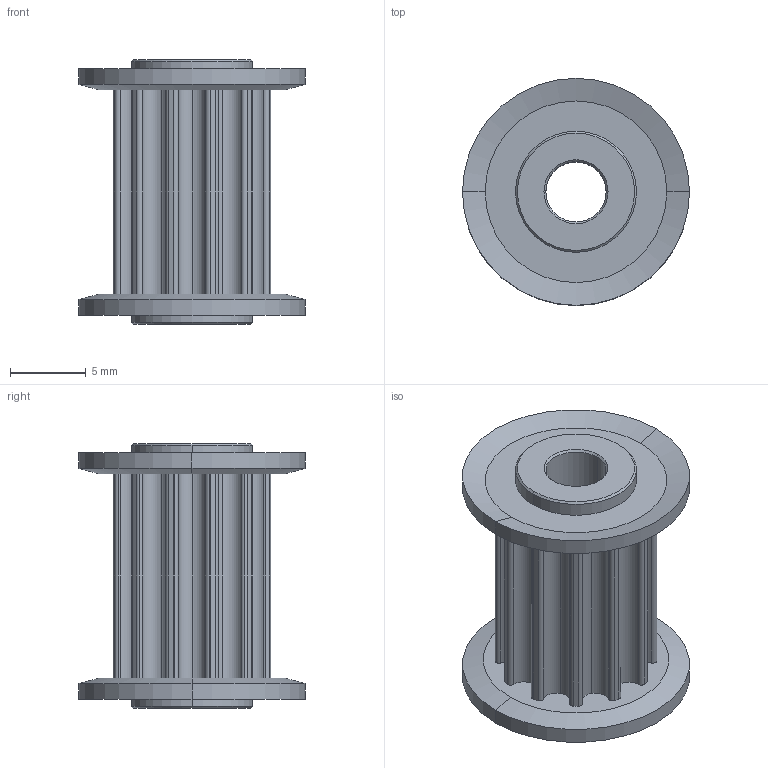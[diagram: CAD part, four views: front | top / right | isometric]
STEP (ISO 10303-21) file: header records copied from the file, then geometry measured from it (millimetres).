
FILE_DESCRIPTION (( 'STEP AP214' ), '1' );
FILE_NAME ('217-5872-001 20180524.STEP', '2018-05-24T13:20:22', ( '' ), ( '' ), 'SwSTEP 2.0', 'SolidWorks 2017', '' );
FILE_SCHEMA (( 'AUTOMOTIVE_DESIGN' ));
Length unit declared in the file: millimetre
Products named in the file (1): 217-5872-001 20180524
Bounding box: 15 x 15 x 17.5 mm (x, y, z)
Volume: 1127.1 mm3; surface area: 1595.5 mm2
Topology: 1 solids, 1 shells, 105 faces, 281 edges, 182 vertices
Faces by surface type: cylinder 83, cone 16, plane 6
Entity records: 3407 total; most frequent: DIRECTION 675, CARTESIAN_POINT 569, ORIENTED_EDGE 562, AXIS2_PLACEMENT_3D 288, EDGE_CURVE 281, VERTEX_POINT 182, CIRCLE 182, EDGE_LOOP 111
